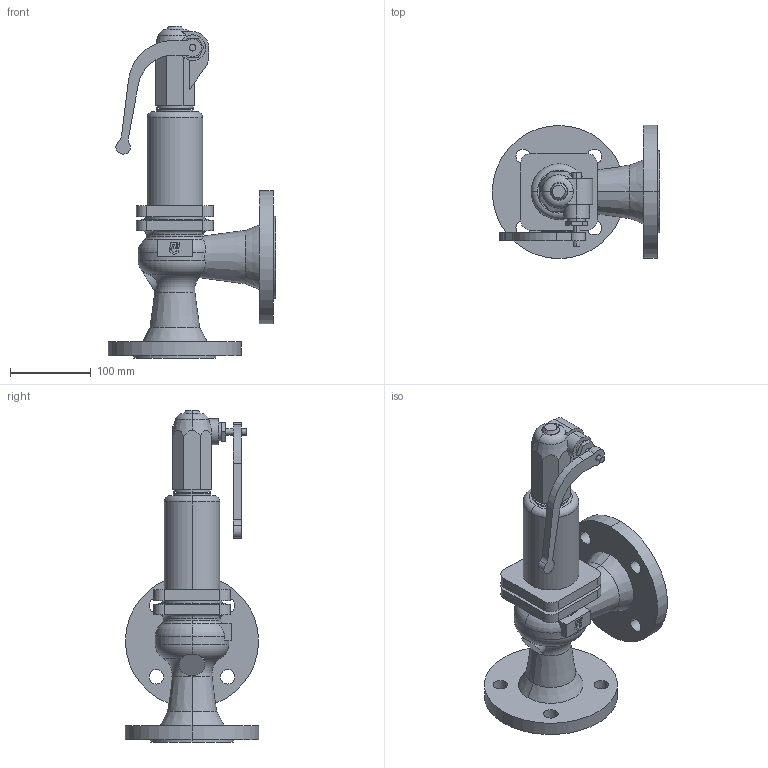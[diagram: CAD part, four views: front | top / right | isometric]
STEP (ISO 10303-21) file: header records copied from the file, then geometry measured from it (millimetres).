
FILE_DESCRIPTION(('HOOPS Exchange Step'),'2;1');
FILE_NAME('SF0100_DN50.stp','2025-12-17T16:45:14+01:00',('nieru'),('Unknown organisation'),'HOOPS Exchange 2024.2','HOOPS Exchange','Unknown authorisation');
FILE_SCHEMA( ('AP203_CONFIGURATION_CONTROLLED_3D_DESIGN_OF_MECHANICAL_PARTS_AND_ASSEMBLIES_MIM_LF') );
Length unit declared in the file: millimetre
Products named in the file (2): 0; root
Assembly tree (1 placements, depth 2):
  root
    0
Bounding box: 207.5 x 165 x 411.5 mm (x, y, z)
Volume: 2447889.3 mm3; surface area: 234705 mm2
Topology: 1 solids, 1 shells, 191 faces, 483 edges, 318 vertices
Faces by surface type: plane 91, cylinder 72, torus 14, cone 12, bspline 2
Entity records: 8801 total; most frequent: CARTESIAN_POINT 4084, DIRECTION 979, ORIENTED_EDGE 966, EDGE_CURVE 483, AXIS2_PLACEMENT_3D 367, VERTEX_POINT 318, VECTOR 245, LINE 245
